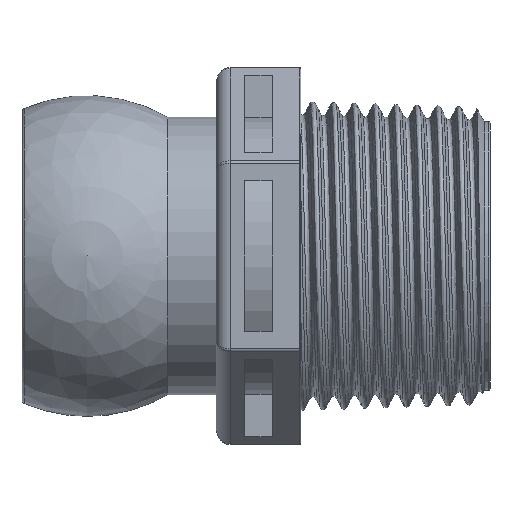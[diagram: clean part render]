
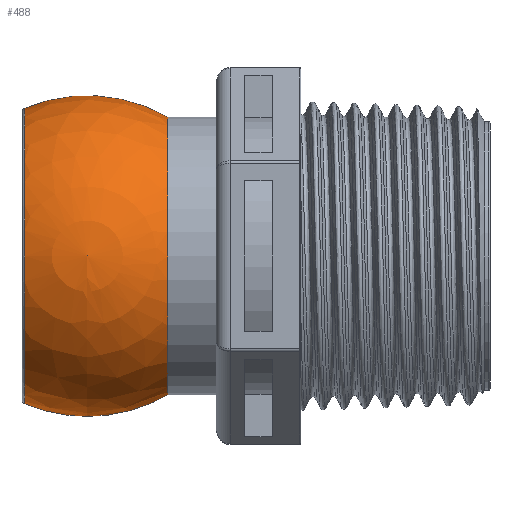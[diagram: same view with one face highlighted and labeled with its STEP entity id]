
A CAD part, front view. The second image highlights one B-rep face of the part: STEP entity #488.
In plain terms, the highlighted spherical face has radius 13.945 mm.
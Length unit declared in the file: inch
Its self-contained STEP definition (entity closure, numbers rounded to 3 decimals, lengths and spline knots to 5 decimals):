
#1 = EDGE_CURVE ( 'NONE', #247, #291, #1102, .T. ) ;
#2 = ORIENTED_EDGE ( 'NONE', *, *, #507, .F. ) ;
#3 = ORIENTED_EDGE ( 'NONE', *, *, #298, .T. ) ;
#4 = ORIENTED_EDGE ( 'NONE', *, *, #311, .F. ) ;
#5 = ORIENTED_EDGE ( 'NONE', *, *, #1, .T. ) ;
#233 = VERTEX_POINT ( 'NONE', #8083 ) ;
#247 = VERTEX_POINT ( 'NONE', #8130 ) ;
#291 = VERTEX_POINT ( 'NONE', #8181 ) ;
#298 = EDGE_CURVE ( 'NONE', #291, #233, #8228, .T. ) ;
#311 = EDGE_CURVE ( 'NONE', #247, #312, #8250, .T. ) ;
#312 = VERTEX_POINT ( 'NONE', #8246 ) ;
#488 = ADVANCED_FACE ( 'NONE', ( #8645 ), #8644, .T. ) ;
#489 = EDGE_LOOP ( 'NONE', ( #4, #5, #3, #2 ) ) ;
#507 = EDGE_CURVE ( 'NONE', #312, #233, #8771, .T. ) ;
#1098 = DIRECTION ( 'NONE',  ( 0., 0., -1. ) ) ;
#1099 = DIRECTION ( 'NONE',  ( 1., 0., 0. ) ) ;
#1100 = CARTESIAN_POINT ( 'NONE',  ( -1.59312, 0., 0. ) ) ;
#1101 = AXIS2_PLACEMENT_3D ( 'NONE', #1100, #1099, #1098 ) ;
#1102 = CIRCLE ( 'NONE', #1101, 0.50523 ) ;
#8083 = CARTESIAN_POINT ( 'NONE',  ( -1.10304, 0., -0.475 ) ) ;
#8130 = CARTESIAN_POINT ( 'NONE',  ( -1.59312, 0., 0.50523 ) ) ;
#8181 = CARTESIAN_POINT ( 'NONE',  ( -1.59312, 0., -0.50523 ) ) ;
#8224 = DIRECTION ( 'NONE',  ( 0., 0., -1. ) ) ;
#8225 = DIRECTION ( 'NONE',  ( 0., -1., 0. ) ) ;
#8226 = CARTESIAN_POINT ( 'NONE',  ( -1.37832, 0., 0. ) ) ;
#8227 = AXIS2_PLACEMENT_3D ( 'NONE', #8226, #8225, #8224 ) ;
#8228 = CIRCLE ( 'NONE', #8227, 0.549 ) ;
#8246 = CARTESIAN_POINT ( 'NONE',  ( -1.10304, 0., 0.475 ) ) ;
#8247 = DIRECTION ( 'NONE',  ( 0., 0., 1. ) ) ;
#8248 = DIRECTION ( 'NONE',  ( 0., 1., 0. ) ) ;
#8249 = AXIS2_PLACEMENT_3D ( 'NONE', #8255, #8248, #8247 ) ;
#8250 = CIRCLE ( 'NONE', #8249, 0.549 ) ;
#8255 = CARTESIAN_POINT ( 'NONE',  ( -1.37832, 0., 0. ) ) ;
#8641 = DIRECTION ( 'NONE',  ( 0., 0., -1. ) ) ;
#8642 = DIRECTION ( 'NONE',  ( 0., 1., 0. ) ) ;
#8643 = AXIS2_PLACEMENT_3D ( 'NONE', #8649, #8642, #8641 ) ;
#8644 = SPHERICAL_SURFACE ( 'NONE', #8643, 0.549 ) ;
#8645 = FACE_OUTER_BOUND ( 'NONE', #489, .T. ) ;
#8649 = CARTESIAN_POINT ( 'NONE',  ( -1.37832, 0., 0. ) ) ;
#8767 = DIRECTION ( 'NONE',  ( 0., 0., -1. ) ) ;
#8768 = DIRECTION ( 'NONE',  ( 1., 0., 0. ) ) ;
#8769 = CARTESIAN_POINT ( 'NONE',  ( -1.10304, 0., 0. ) ) ;
#8770 = AXIS2_PLACEMENT_3D ( 'NONE', #8769, #8768, #8767 ) ;
#8771 = CIRCLE ( 'NONE', #8770, 0.475 ) ;
